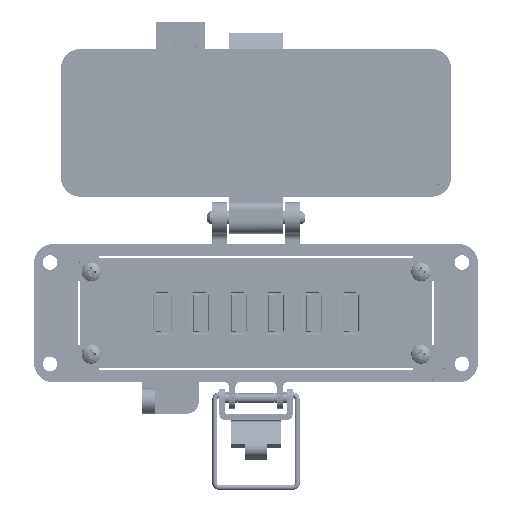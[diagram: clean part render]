
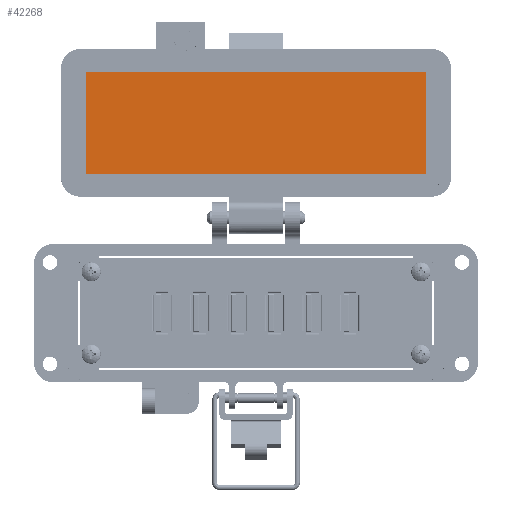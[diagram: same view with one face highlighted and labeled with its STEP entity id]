
A CAD part, top view. The second image highlights one B-rep face of the part: STEP entity #42268.
In plain terms, the highlighted planar face has unit normal (0, 0, 1).
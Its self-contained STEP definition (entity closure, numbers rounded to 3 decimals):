
#5308 = LINE ( 'NONE', #55371, #75599 ) ;
#6509 = VERTEX_POINT ( 'NONE', #53180 ) ;
#6759 = CARTESIAN_POINT ( 'NONE',  ( -8.5, 67.154, -25.55 ) ) ;
#14531 = PLANE ( 'NONE',  #59980 ) ;
#14604 = EDGE_CURVE ( 'NONE', #28582, #6509, #59286, .T. ) ;
#20303 = DIRECTION ( 'NONE',  ( 0., 1., 0. ) ) ;
#21108 = CARTESIAN_POINT ( 'NONE',  ( 53.75, 67.154, -25.55 ) ) ;
#22346 = VECTOR ( 'NONE', #20303, 1000. ) ;
#23243 = CARTESIAN_POINT ( 'NONE',  ( -53.75, 83.154, -25.55 ) ) ;
#27805 = LINE ( 'NONE', #65198, #62293 ) ;
#28582 = VERTEX_POINT ( 'NONE', #57048 ) ;
#31134 = VECTOR ( 'NONE', #71615, 1000. ) ;
#31777 = ORIENTED_EDGE ( 'NONE', *, *, #55527, .F. ) ;
#38371 = DIRECTION ( 'NONE',  ( 0., -1., 0. ) ) ;
#38779 = FACE_OUTER_BOUND ( 'NONE', #80779, .T. ) ;
#40013 = LINE ( 'NONE', #65073, #22346 ) ;
#41752 = DIRECTION ( 'NONE',  ( 1., 0., 0. ) ) ;
#42268 = ADVANCED_FACE ( 'NONE', ( #38779 ), #14531, .T. ) ;
#42380 = ORIENTED_EDGE ( 'NONE', *, *, #62418, .F. ) ;
#42828 = ORIENTED_EDGE ( 'NONE', *, *, #14604, .F. ) ;
#49614 = CARTESIAN_POINT ( 'NONE',  ( -53.75, 51.154, -25.55 ) ) ;
#53180 = CARTESIAN_POINT ( 'NONE',  ( 53.75, 51.154, -25.55 ) ) ;
#54304 = VERTEX_POINT ( 'NONE', #23243 ) ;
#55371 = CARTESIAN_POINT ( 'NONE',  ( 42., 51.154, -25.55 ) ) ;
#55527 = EDGE_CURVE ( 'NONE', #6509, #61747, #5308, .T. ) ;
#57048 = CARTESIAN_POINT ( 'NONE',  ( 53.75, 83.154, -25.55 ) ) ;
#59286 = LINE ( 'NONE', #21108, #31134 ) ;
#59980 = AXIS2_PLACEMENT_3D ( 'NONE', #6759, #64637, #38371 ) ;
#61747 = VERTEX_POINT ( 'NONE', #49614 ) ;
#62293 = VECTOR ( 'NONE', #41752, 1000. ) ;
#62418 = EDGE_CURVE ( 'NONE', #61747, #54304, #40013, .T. ) ;
#64637 = DIRECTION ( 'NONE',  ( 0., 0., 1. ) ) ;
#65073 = CARTESIAN_POINT ( 'NONE',  ( -53.75, 67.154, -25.55 ) ) ;
#65198 = CARTESIAN_POINT ( 'NONE',  ( -8.5, 83.154, -25.55 ) ) ;
#70616 = ORIENTED_EDGE ( 'NONE', *, *, #77391, .F. ) ;
#71615 = DIRECTION ( 'NONE',  ( 0., -1., 0. ) ) ;
#73877 = DIRECTION ( 'NONE',  ( -1., 0., 0. ) ) ;
#75599 = VECTOR ( 'NONE', #73877, 1000. ) ;
#77391 = EDGE_CURVE ( 'NONE', #54304, #28582, #27805, .T. ) ;
#80779 = EDGE_LOOP ( 'NONE', ( #70616, #42380, #31777, #42828 ) ) ;
